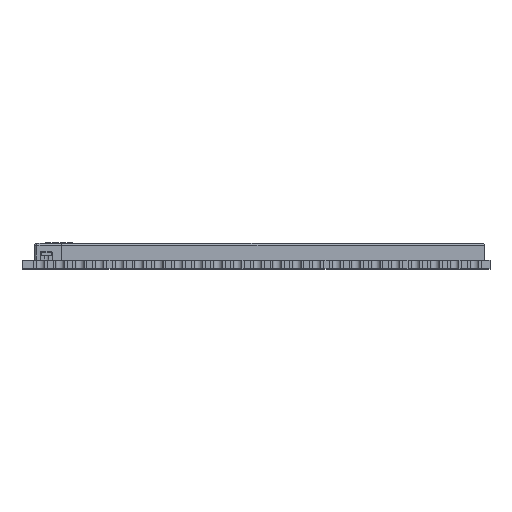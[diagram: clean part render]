
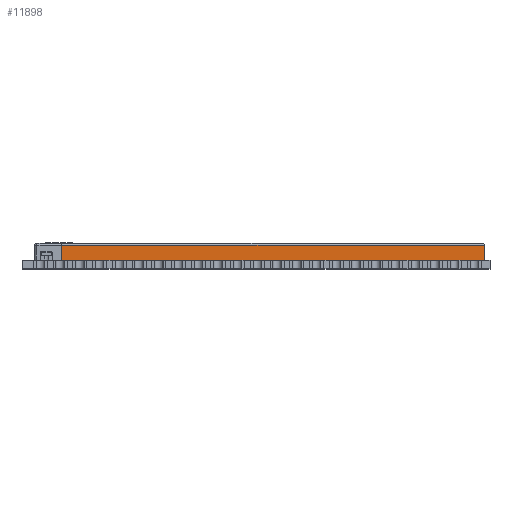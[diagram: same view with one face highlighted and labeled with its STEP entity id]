
A CAD part, top view. The second image highlights one B-rep face of the part: STEP entity #11898.
In plain terms, the highlighted planar face has unit normal (0, 0, 1).
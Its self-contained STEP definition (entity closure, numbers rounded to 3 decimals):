
#657=FACE_OUTER_BOUND('',#1379,.T.);
#1379=EDGE_LOOP('',(#9043,#9044,#9045,#9046));
#2589=LINE('',#18257,#3970);
#2604=LINE('',#18305,#3985);
#2615=LINE('',#18328,#3996);
#2616=LINE('',#18330,#3997);
#3970=VECTOR('',#14828,10.);
#3985=VECTOR('',#14873,10.);
#3996=VECTOR('',#14900,10.);
#3997=VECTOR('',#14903,10.);
#5316=VERTEX_POINT('',#18254);
#5317=VERTEX_POINT('',#18256);
#5330=VERTEX_POINT('',#18287);
#5335=VERTEX_POINT('',#18303);
#6655=EDGE_CURVE('',#5316,#5317,#2589,.T.);
#6679=EDGE_CURVE('',#5335,#5330,#2604,.T.);
#6692=EDGE_CURVE('',#5316,#5330,#2615,.T.);
#6693=EDGE_CURVE('',#5317,#5335,#2616,.T.);
#9043=ORIENTED_EDGE('',*,*,#6679,.F.);
#9044=ORIENTED_EDGE('',*,*,#6693,.F.);
#9045=ORIENTED_EDGE('',*,*,#6655,.F.);
#9046=ORIENTED_EDGE('',*,*,#6692,.T.);
#11240=PLANE('',#12919);
#11898=ADVANCED_FACE('',(#657),#11240,.T.);
#12919=AXIS2_PLACEMENT_3D('',#18329,#14901,#14902);
#14828=DIRECTION('',(-1.,0.,0.));
#14873=DIRECTION('',(1.,0.,0.));
#14900=DIRECTION('',(0.,1.,0.));
#14901=DIRECTION('center_axis',(0.,0.,1.));
#14902=DIRECTION('ref_axis',(1.,0.,0.));
#14903=DIRECTION('',(0.,1.,0.));
#18254=CARTESIAN_POINT('',(32.807,0.6,-0.9));
#18256=CARTESIAN_POINT('',(2.8,0.6,-0.9));
#18257=CARTESIAN_POINT('',(9.7,0.6,-0.9));
#18287=CARTESIAN_POINT('',(32.807,1.65,-0.9));
#18303=CARTESIAN_POINT('',(2.8,1.65,-0.9));
#18305=CARTESIAN_POINT('',(9.827,1.65,-0.9));
#18328=CARTESIAN_POINT('',(32.807,0.6,-0.9));
#18329=CARTESIAN_POINT('Origin',(2.8,0.6,-0.9));
#18330=CARTESIAN_POINT('',(2.8,0.6,-0.9));
